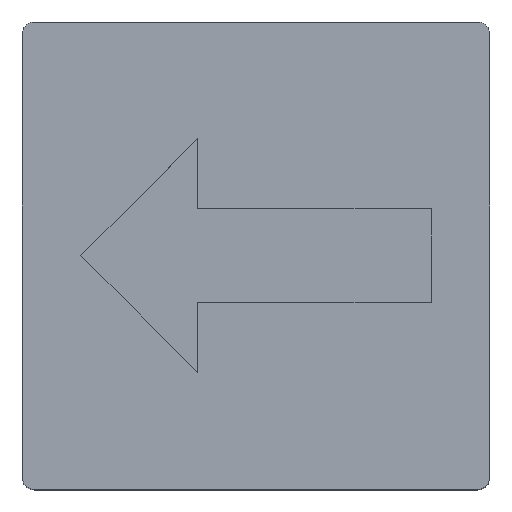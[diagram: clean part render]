
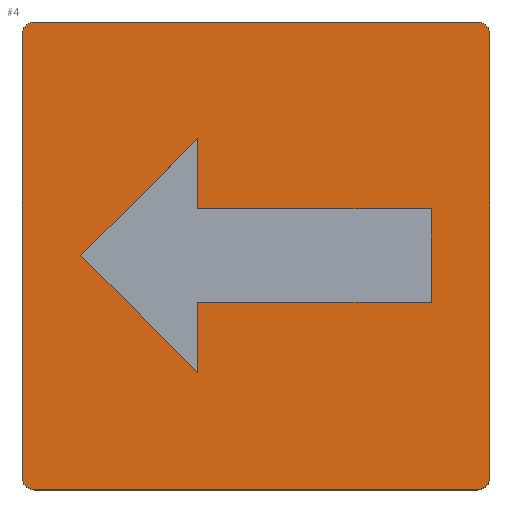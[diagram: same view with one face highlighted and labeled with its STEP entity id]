
A CAD part, top view. The second image highlights one B-rep face of the part: STEP entity #4.
In plain terms, the highlighted planar face has unit normal (0, 0, 1).
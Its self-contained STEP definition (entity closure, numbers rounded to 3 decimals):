
#3 = ORIENTED_EDGE ( 'NONE', *, *, #543, .T. ) ;
#4 = ADVANCED_FACE ( 'NONE', ( #656, #154 ), #815, .F. ) ;
#20 = CARTESIAN_POINT ( 'NONE',  ( -200., -200., 400. ) ) ;
#51 = EDGE_CURVE ( 'NONE', #834, #533, #195, .T. ) ;
#64 = DIRECTION ( 'NONE',  ( -1., 0., 0. ) ) ;
#68 = EDGE_CURVE ( 'NONE', #635, #82, #125, .T. ) ;
#71 = CARTESIAN_POINT ( 'NONE',  ( 200., 190., 400. ) ) ;
#76 = VECTOR ( 'NONE', #606, 1000. ) ;
#82 = VERTEX_POINT ( 'NONE', #1037 ) ;
#87 = VECTOR ( 'NONE', #818, 1000. ) ;
#107 = ORIENTED_EDGE ( 'NONE', *, *, #250, .F. ) ;
#122 = CARTESIAN_POINT ( 'NONE',  ( 150., 40., 400. ) ) ;
#125 = LINE ( 'NONE', #795, #326 ) ;
#140 = ORIENTED_EDGE ( 'NONE', *, *, #51, .F. ) ;
#148 = LINE ( 'NONE', #201, #87 ) ;
#154 = FACE_OUTER_BOUND ( 'NONE', #491, .T. ) ;
#164 = DIRECTION ( 'NONE',  ( 0., 0., 1. ) ) ;
#169 = ORIENTED_EDGE ( 'NONE', *, *, #940, .F. ) ;
#171 = CARTESIAN_POINT ( 'NONE',  ( 200., -190., 400. ) ) ;
#175 = ORIENTED_EDGE ( 'NONE', *, *, #347, .F. ) ;
#182 = VECTOR ( 'NONE', #799, 1000. ) ;
#186 = CARTESIAN_POINT ( 'NONE',  ( -190., -200., 400. ) ) ;
#189 = CIRCLE ( 'NONE', #649, 10. ) ;
#195 = LINE ( 'NONE', #287, #182 ) ;
#201 = CARTESIAN_POINT ( 'NONE',  ( 150., -40., 400. ) ) ;
#203 = ORIENTED_EDGE ( 'NONE', *, *, #744, .T. ) ;
#212 = CARTESIAN_POINT ( 'NONE',  ( -50., -40., 400. ) ) ;
#221 = ORIENTED_EDGE ( 'NONE', *, *, #68, .T. ) ;
#222 = DIRECTION ( 'NONE',  ( 0., 0., -1. ) ) ;
#223 = ORIENTED_EDGE ( 'NONE', *, *, #224, .T. ) ;
#224 = EDGE_CURVE ( 'NONE', #257, #635, #1089, .T. ) ;
#232 = VERTEX_POINT ( 'NONE', #71 ) ;
#242 = LINE ( 'NONE', #675, #476 ) ;
#250 = EDGE_CURVE ( 'NONE', #757, #1057, #242, .T. ) ;
#255 = CARTESIAN_POINT ( 'NONE',  ( -50., -100., 400. ) ) ;
#257 = VERTEX_POINT ( 'NONE', #1009 ) ;
#259 = DIRECTION ( 'NONE',  ( -1., 0., 0. ) ) ;
#287 = CARTESIAN_POINT ( 'NONE',  ( -50., 40., 400. ) ) ;
#312 = VECTOR ( 'NONE', #315, 1000. ) ;
#315 = DIRECTION ( 'NONE',  ( 0., 1., 0. ) ) ;
#326 = VECTOR ( 'NONE', #617, 1000. ) ;
#329 = CARTESIAN_POINT ( 'NONE',  ( 150., 40., 400. ) ) ;
#332 = CARTESIAN_POINT ( 'NONE',  ( -190., -190., 400. ) ) ;
#343 = CARTESIAN_POINT ( 'NONE',  ( -50., -100., 400. ) ) ;
#347 = EDGE_CURVE ( 'NONE', #557, #987, #1044, .T. ) ;
#352 = CARTESIAN_POINT ( 'NONE',  ( 190., 200., 400. ) ) ;
#356 = DIRECTION ( 'NONE',  ( 0., -1., 0. ) ) ;
#369 = DIRECTION ( 'NONE',  ( -1., 0., 0. ) ) ;
#376 = CARTESIAN_POINT ( 'NONE',  ( -150., 0., 400. ) ) ;
#405 = DIRECTION ( 'NONE',  ( 0., 0., 1. ) ) ;
#413 = LINE ( 'NONE', #1010, #755 ) ;
#414 = ORIENTED_EDGE ( 'NONE', *, *, #544, .F. ) ;
#437 = AXIS2_PLACEMENT_3D ( 'NONE', #1078, #222, #674 ) ;
#447 = LINE ( 'NONE', #255, #76 ) ;
#451 = DIRECTION ( 'NONE',  ( 0., 1., 0. ) ) ;
#454 = ORIENTED_EDGE ( 'NONE', *, *, #737, .F. ) ;
#476 = VECTOR ( 'NONE', #586, 1000. ) ;
#491 = EDGE_LOOP ( 'NONE', ( #507, #203, #1076, #3, #657, #223, #221, #777 ) ) ;
#498 = CARTESIAN_POINT ( 'NONE',  ( 150., -40., 400. ) ) ;
#500 = DIRECTION ( 'NONE',  ( 0., 0., 1. ) ) ;
#507 = ORIENTED_EDGE ( 'NONE', *, *, #965, .T. ) ;
#520 = CARTESIAN_POINT ( 'NONE',  ( -200., 200., 400. ) ) ;
#525 = VECTOR ( 'NONE', #356, 1000. ) ;
#530 = AXIS2_PLACEMENT_3D ( 'NONE', #715, #958, #369 ) ;
#533 = VERTEX_POINT ( 'NONE', #593 ) ;
#536 = VERTEX_POINT ( 'NONE', #678 ) ;
#543 = EDGE_CURVE ( 'NONE', #536, #1039, #886, .T. ) ;
#544 = EDGE_CURVE ( 'NONE', #533, #757, #413, .T. ) ;
#547 = CIRCLE ( 'NONE', #530, 10. ) ;
#555 = CARTESIAN_POINT ( 'NONE',  ( 190., -190., 400. ) ) ;
#557 = VERTEX_POINT ( 'NONE', #343 ) ;
#567 = VECTOR ( 'NONE', #259, 1000. ) ;
#586 = DIRECTION ( 'NONE',  ( -0.707, -0.707, 0. ) ) ;
#589 = DIRECTION ( 'NONE',  ( 0., 1., 0. ) ) ;
#593 = CARTESIAN_POINT ( 'NONE',  ( -50., 40., 400. ) ) ;
#606 = DIRECTION ( 'NONE',  ( 0.707, -0.707, 0. ) ) ;
#611 = VECTOR ( 'NONE', #981, 1000. ) ;
#616 = EDGE_CURVE ( 'NONE', #1057, #557, #447, .T. ) ;
#617 = DIRECTION ( 'NONE',  ( 1., 0., 0. ) ) ;
#635 = VERTEX_POINT ( 'NONE', #186 ) ;
#649 = AXIS2_PLACEMENT_3D ( 'NONE', #555, #405, #64 ) ;
#655 = VERTEX_POINT ( 'NONE', #352 ) ;
#656 = FACE_BOUND ( 'NONE', #837, .T. ) ;
#657 = ORIENTED_EDGE ( 'NONE', *, *, #658, .T. ) ;
#658 = EDGE_CURVE ( 'NONE', #1039, #257, #951, .T. ) ;
#669 = CARTESIAN_POINT ( 'NONE',  ( -190., 190., 400. ) ) ;
#674 = DIRECTION ( 'NONE',  ( -1., 0., 0. ) ) ;
#675 = CARTESIAN_POINT ( 'NONE',  ( -150., 0., 400. ) ) ;
#678 = CARTESIAN_POINT ( 'NONE',  ( -190., 200., 400. ) ) ;
#684 = LINE ( 'NONE', #520, #567 ) ;
#715 = CARTESIAN_POINT ( 'NONE',  ( 190., 190., 400. ) ) ;
#737 = EDGE_CURVE ( 'NONE', #831, #834, #962, .T. ) ;
#744 = EDGE_CURVE ( 'NONE', #232, #655, #547, .T. ) ;
#751 = AXIS2_PLACEMENT_3D ( 'NONE', #669, #500, #1087 ) ;
#755 = VECTOR ( 'NONE', #589, 1000. ) ;
#757 = VERTEX_POINT ( 'NONE', #1050 ) ;
#777 = ORIENTED_EDGE ( 'NONE', *, *, #939, .T. ) ;
#795 = CARTESIAN_POINT ( 'NONE',  ( -200., -200., 400. ) ) ;
#799 = DIRECTION ( 'NONE',  ( -1., 0., 0. ) ) ;
#815 = PLANE ( 'NONE',  #437 ) ;
#818 = DIRECTION ( 'NONE',  ( 1., 0., 0. ) ) ;
#831 = VERTEX_POINT ( 'NONE', #498 ) ;
#834 = VERTEX_POINT ( 'NONE', #329 ) ;
#837 = EDGE_LOOP ( 'NONE', ( #175, #1065, #107, #414, #140, #454, #169 ) ) ;
#861 = EDGE_CURVE ( 'NONE', #655, #536, #684, .T. ) ;
#886 = CIRCLE ( 'NONE', #751, 10. ) ;
#910 = LINE ( 'NONE', #992, #312 ) ;
#914 = VERTEX_POINT ( 'NONE', #171 ) ;
#921 = VECTOR ( 'NONE', #451, 1000. ) ;
#939 = EDGE_CURVE ( 'NONE', #82, #914, #189, .T. ) ;
#940 = EDGE_CURVE ( 'NONE', #987, #831, #148, .T. ) ;
#951 = LINE ( 'NONE', #20, #525 ) ;
#953 = AXIS2_PLACEMENT_3D ( 'NONE', #332, #164, #1066 ) ;
#958 = DIRECTION ( 'NONE',  ( 0., 0., 1. ) ) ;
#962 = LINE ( 'NONE', #122, #921 ) ;
#965 = EDGE_CURVE ( 'NONE', #914, #232, #910, .T. ) ;
#976 = CARTESIAN_POINT ( 'NONE',  ( -200., 190., 400. ) ) ;
#981 = DIRECTION ( 'NONE',  ( 0., 1., 0. ) ) ;
#987 = VERTEX_POINT ( 'NONE', #212 ) ;
#992 = CARTESIAN_POINT ( 'NONE',  ( 200., -200., 400. ) ) ;
#1009 = CARTESIAN_POINT ( 'NONE',  ( -200., -190., 400. ) ) ;
#1010 = CARTESIAN_POINT ( 'NONE',  ( -50., 100., 400. ) ) ;
#1037 = CARTESIAN_POINT ( 'NONE',  ( 190., -200., 400. ) ) ;
#1039 = VERTEX_POINT ( 'NONE', #976 ) ;
#1044 = LINE ( 'NONE', #1060, #611 ) ;
#1050 = CARTESIAN_POINT ( 'NONE',  ( -50., 100., 400. ) ) ;
#1057 = VERTEX_POINT ( 'NONE', #376 ) ;
#1060 = CARTESIAN_POINT ( 'NONE',  ( -50., -40., 400. ) ) ;
#1065 = ORIENTED_EDGE ( 'NONE', *, *, #616, .F. ) ;
#1066 = DIRECTION ( 'NONE',  ( -1., 0., 0. ) ) ;
#1076 = ORIENTED_EDGE ( 'NONE', *, *, #861, .T. ) ;
#1078 = CARTESIAN_POINT ( 'NONE',  ( 0., 0., 400. ) ) ;
#1087 = DIRECTION ( 'NONE',  ( -1., 0., 0. ) ) ;
#1089 = CIRCLE ( 'NONE', #953, 10. ) ;
